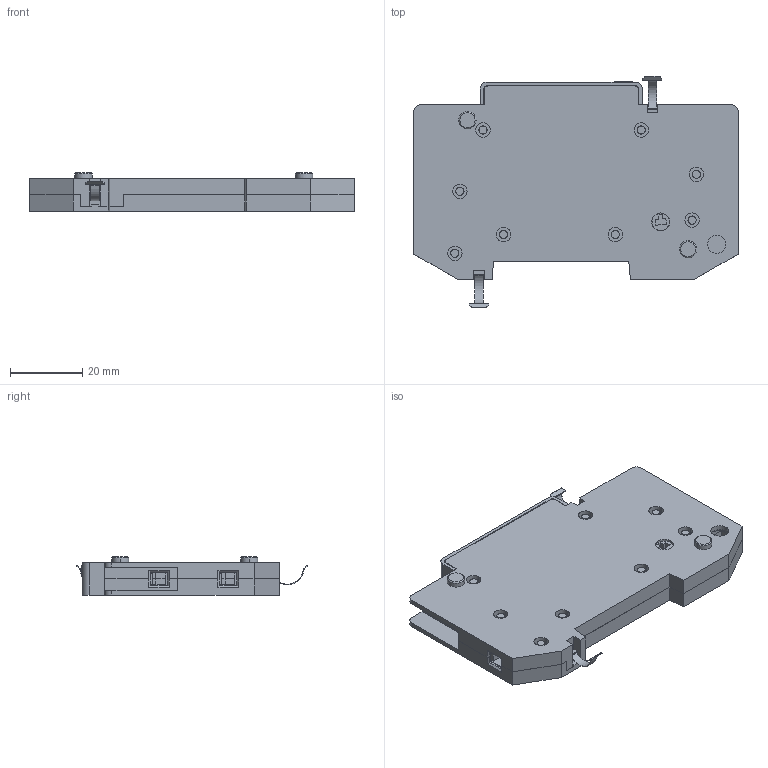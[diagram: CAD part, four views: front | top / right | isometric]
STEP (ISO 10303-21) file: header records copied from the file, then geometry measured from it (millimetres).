
FILE_DESCRIPTION((''),'2;1');
FILE_NAME('PS_EFD_14_ASM','2021-01-18T',('marketing.praksa'),('Audax d.o.o.'),'CREO PARAMETRIC BY PTC INC, 2017480','CREO PARAMETRIC BY PTC INC, 2017480','');
FILE_SCHEMA(('AUTOMOTIVE_DESIGN { 1 0 10303 214 1 1 1 1 }'));
Length unit declared in the file: millimetre
Products named in the file (10): 0000003761_1; 0000003776_1; 0000001780_1; 0000003772_1; 0000001791_1; 0000003800_1; 0000001787_1; 0000003808_ASM_1_ASM; PRT0019; PS_EFD_14_ASM
Assembly tree (16 placements, depth 3):
  PS_EFD_14_ASM
    0000003808_ASM_1_ASM
      0000003761_1
      0000003776_1  x3
      0000001780_1  x3
      0000003772_1
      0000001791_1  x3
      0000003800_1
      0000001787_1  x2
    PRT0019
Bounding box: 90 x 64.15 x 10.61 mm (x, y, z)
Volume: 16358.1 mm3; surface area: 28604.7 mm2
Topology: 17 solids, 23 shells, 1205 faces, 3168 edges, 2058 vertices
Faces by surface type: plane 905, cylinder 241, cone 25, torus 16, bspline 12, sphere 6
Entity records: 46334 total; most frequent: CARTESIAN_POINT 5784, ORIENTED_EDGE 5292, DIRECTION 5201, PRESENTATION_STYLE_ASSIGNMENT 3512, STYLED_ITEM 3512, EDGE_CURVE 2650, CURVE_STYLE 2506, VECTOR 2105
